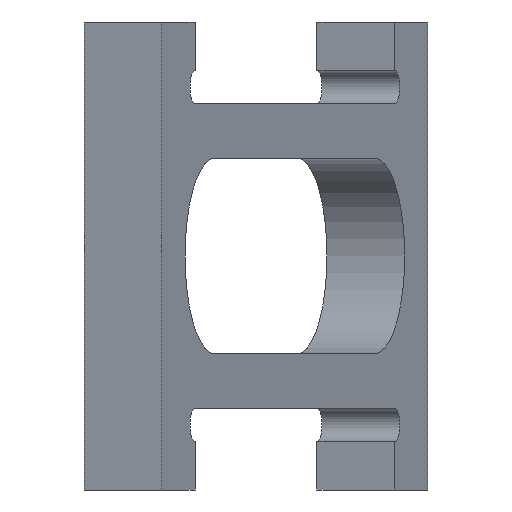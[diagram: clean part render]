
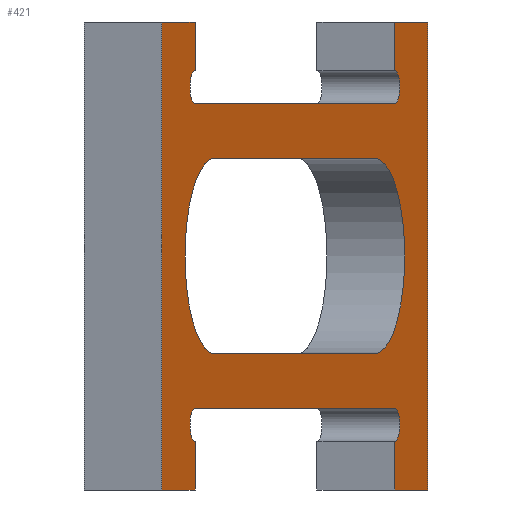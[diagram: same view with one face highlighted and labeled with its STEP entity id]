
A CAD part, left-side view. The second image highlights one B-rep face of the part: STEP entity #421.
In plain terms, the highlighted face is planar.
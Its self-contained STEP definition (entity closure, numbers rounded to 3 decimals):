
#19=FACE_BOUND('',#64,.T.);
#21=PLANE('',#466);
#41=FACE_OUTER_BOUND('',#63,.T.);
#63=EDGE_LOOP('',(#307,#308,#309,#310,#311,#312,#313,#314,#315,#316,#317,
#318,#319,#320,#321,#322));
#64=EDGE_LOOP('',(#323,#324,#325,#326));
#84=CIRCLE('',#456,3.025);
#86=CIRCLE('',#459,3.025);
#88=CIRCLE('',#462,3.025);
#89=CIRCLE('',#464,3.025);
#91=CIRCLE('',#467,18.);
#92=CIRCLE('',#468,18.);
#103=LINE('',#651,#151);
#104=LINE('',#653,#152);
#105=LINE('',#655,#153);
#106=LINE('',#657,#154);
#107=LINE('',#658,#155);
#108=LINE('',#659,#156);
#109=LINE('',#661,#157);
#110=LINE('',#663,#158);
#111=LINE('',#665,#159);
#112=LINE('',#667,#160);
#113=LINE('',#668,#161);
#114=LINE('',#669,#162);
#115=LINE('',#672,#163);
#116=LINE('',#676,#164);
#151=VECTOR('',#527,10.);
#152=VECTOR('',#528,10.);
#153=VECTOR('',#529,10.);
#154=VECTOR('',#530,10.);
#155=VECTOR('',#531,10.);
#156=VECTOR('',#532,10.);
#157=VECTOR('',#533,10.);
#158=VECTOR('',#534,10.);
#159=VECTOR('',#535,10.);
#160=VECTOR('',#536,10.);
#161=VECTOR('',#537,10.);
#162=VECTOR('',#538,10.);
#163=VECTOR('',#539,10.);
#164=VECTOR('',#542,10.);
#191=VERTEX_POINT('',#614);
#194=VERTEX_POINT('',#619);
#195=VERTEX_POINT('',#623);
#198=VERTEX_POINT('',#628);
#200=VERTEX_POINT('',#633);
#202=VERTEX_POINT('',#637);
#203=VERTEX_POINT('',#641);
#205=VERTEX_POINT('',#644);
#207=VERTEX_POINT('',#650);
#208=VERTEX_POINT('',#652);
#209=VERTEX_POINT('',#654);
#210=VERTEX_POINT('',#656);
#211=VERTEX_POINT('',#660);
#212=VERTEX_POINT('',#662);
#213=VERTEX_POINT('',#664);
#214=VERTEX_POINT('',#666);
#215=VERTEX_POINT('',#670);
#216=VERTEX_POINT('',#671);
#217=VERTEX_POINT('',#673);
#218=VERTEX_POINT('',#675);
#234=EDGE_CURVE('',#191,#194,#84,.T.);
#238=EDGE_CURVE('',#195,#198,#86,.T.);
#242=EDGE_CURVE('',#200,#202,#88,.T.);
#244=EDGE_CURVE('',#205,#203,#89,.T.);
#247=EDGE_CURVE('',#207,#194,#103,.T.);
#248=EDGE_CURVE('',#208,#207,#104,.T.);
#249=EDGE_CURVE('',#209,#208,#105,.T.);
#250=EDGE_CURVE('',#210,#209,#106,.T.);
#251=EDGE_CURVE('',#205,#210,#107,.T.);
#252=EDGE_CURVE('',#195,#203,#108,.T.);
#253=EDGE_CURVE('',#198,#211,#109,.T.);
#254=EDGE_CURVE('',#211,#212,#110,.T.);
#255=EDGE_CURVE('',#212,#213,#111,.T.);
#256=EDGE_CURVE('',#213,#214,#112,.T.);
#257=EDGE_CURVE('',#214,#200,#113,.T.);
#258=EDGE_CURVE('',#191,#202,#114,.T.);
#259=EDGE_CURVE('',#215,#216,#115,.T.);
#260=EDGE_CURVE('',#217,#215,#91,.T.);
#261=EDGE_CURVE('',#218,#217,#116,.T.);
#262=EDGE_CURVE('',#216,#218,#92,.T.);
#307=ORIENTED_EDGE('',*,*,#234,.T.);
#308=ORIENTED_EDGE('',*,*,#247,.F.);
#309=ORIENTED_EDGE('',*,*,#248,.F.);
#310=ORIENTED_EDGE('',*,*,#249,.F.);
#311=ORIENTED_EDGE('',*,*,#250,.F.);
#312=ORIENTED_EDGE('',*,*,#251,.F.);
#313=ORIENTED_EDGE('',*,*,#244,.T.);
#314=ORIENTED_EDGE('',*,*,#252,.F.);
#315=ORIENTED_EDGE('',*,*,#238,.T.);
#316=ORIENTED_EDGE('',*,*,#253,.T.);
#317=ORIENTED_EDGE('',*,*,#254,.T.);
#318=ORIENTED_EDGE('',*,*,#255,.T.);
#319=ORIENTED_EDGE('',*,*,#256,.T.);
#320=ORIENTED_EDGE('',*,*,#257,.T.);
#321=ORIENTED_EDGE('',*,*,#242,.T.);
#322=ORIENTED_EDGE('',*,*,#258,.F.);
#323=ORIENTED_EDGE('',*,*,#259,.F.);
#324=ORIENTED_EDGE('',*,*,#260,.F.);
#325=ORIENTED_EDGE('',*,*,#261,.F.);
#326=ORIENTED_EDGE('',*,*,#262,.F.);
#421=ADVANCED_FACE('',(#41,#19),#21,.F.);
#456=AXIS2_PLACEMENT_3D('',#621,#499,#500);
#459=AXIS2_PLACEMENT_3D('',#630,#507,#508);
#462=AXIS2_PLACEMENT_3D('',#639,#515,#516);
#464=AXIS2_PLACEMENT_3D('',#645,#520,#521);
#466=AXIS2_PLACEMENT_3D('',#649,#525,#526);
#467=AXIS2_PLACEMENT_3D('',#674,#540,#541);
#468=AXIS2_PLACEMENT_3D('',#677,#543,#544);
#499=DIRECTION('center_axis',(0.,1.,0.));
#500=DIRECTION('ref_axis',(1.,0.,0.));
#507=DIRECTION('center_axis',(0.,1.,0.));
#508=DIRECTION('ref_axis',(1.,0.,0.));
#515=DIRECTION('center_axis',(0.,1.,0.));
#516=DIRECTION('ref_axis',(1.,0.,0.));
#520=DIRECTION('center_axis',(0.,1.,0.));
#521=DIRECTION('ref_axis',(1.,0.,0.));
#525=DIRECTION('center_axis',(0.,1.,0.));
#526=DIRECTION('ref_axis',(1.,0.,0.));
#527=DIRECTION('',(0.,0.,-1.));
#528=DIRECTION('',(1.,0.,0.));
#529=DIRECTION('',(0.,0.,1.));
#530=DIRECTION('',(-1.,0.,0.));
#531=DIRECTION('',(0.,0.,-1.));
#532=DIRECTION('',(-1.,0.,0.));
#533=DIRECTION('',(0.,0.,-1.));
#534=DIRECTION('',(1.,0.,0.));
#535=DIRECTION('',(0.,0.,1.));
#536=DIRECTION('',(-1.,0.,0.));
#537=DIRECTION('',(0.,0.,-1.));
#538=DIRECTION('',(1.,0.,0.));
#539=DIRECTION('',(1.,0.,0.));
#540=DIRECTION('center_axis',(0.,-1.,0.));
#541=DIRECTION('ref_axis',(0.,0.,-1.));
#542=DIRECTION('',(-1.,0.,0.));
#543=DIRECTION('center_axis',(0.,-1.,0.));
#544=DIRECTION('ref_axis',(0.,0.,1.));
#614=CARTESIAN_POINT('',(-30.938,0.,-146.022));
#619=CARTESIAN_POINT('',(-30.938,0.,-139.972));
#621=CARTESIAN_POINT('Origin',(-30.938,0.,
-142.997));
#623=CARTESIAN_POINT('',(89.062,0.,-202.022));
#628=CARTESIAN_POINT('',(89.062,0.,-208.072));
#630=CARTESIAN_POINT('Origin',(89.062,0.,-205.047));
#633=CARTESIAN_POINT('',(89.062,0.,-139.972));
#637=CARTESIAN_POINT('',(89.062,0.,-146.022));
#639=CARTESIAN_POINT('Origin',(89.062,0.,-142.997));
#641=CARTESIAN_POINT('',(-30.938,0.,-202.022));
#644=CARTESIAN_POINT('',(-30.938,0.,-208.072));
#645=CARTESIAN_POINT('Origin',(-30.938,0.,
-205.047));
#649=CARTESIAN_POINT('Origin',(29.062,0.,-174.022));
#650=CARTESIAN_POINT('',(-30.938,0.,-131.022));
#651=CARTESIAN_POINT('',(-30.938,0.,-131.022));
#652=CARTESIAN_POINT('',(-50.938,0.,-131.022));
#653=CARTESIAN_POINT('',(-50.938,0.,-131.022));
#654=CARTESIAN_POINT('',(-50.938,0.,-217.022));
#655=CARTESIAN_POINT('',(-50.938,0.,-217.022));
#656=CARTESIAN_POINT('',(-30.938,0.,-217.022));
#657=CARTESIAN_POINT('',(-30.938,0.,-217.022));
#658=CARTESIAN_POINT('',(-30.938,0.,-202.022));
#659=CARTESIAN_POINT('',(29.062,0.,-202.022));
#660=CARTESIAN_POINT('',(89.062,0.,-217.022));
#661=CARTESIAN_POINT('',(89.062,0.,-202.022));
#662=CARTESIAN_POINT('',(109.062,0.,-217.022));
#663=CARTESIAN_POINT('',(89.062,0.,-217.022));
#664=CARTESIAN_POINT('',(109.062,0.,-131.022));
#665=CARTESIAN_POINT('',(109.062,0.,-146.022));
#666=CARTESIAN_POINT('',(89.062,0.,-131.022));
#667=CARTESIAN_POINT('',(109.062,0.,-131.022));
#668=CARTESIAN_POINT('',(89.062,0.,-131.022));
#669=CARTESIAN_POINT('',(-30.938,0.,-146.022));
#670=CARTESIAN_POINT('',(-18.938,0.,-192.022));
#671=CARTESIAN_POINT('',(77.062,0.,-192.022));
#672=CARTESIAN_POINT('',(77.062,0.,-192.022));
#673=CARTESIAN_POINT('',(-18.938,0.,-156.022));
#674=CARTESIAN_POINT('Origin',(-18.938,0.,-174.022));
#675=CARTESIAN_POINT('',(77.062,0.,-156.022));
#676=CARTESIAN_POINT('',(-18.938,0.,-156.022));
#677=CARTESIAN_POINT('Origin',(77.062,0.,-174.022));
